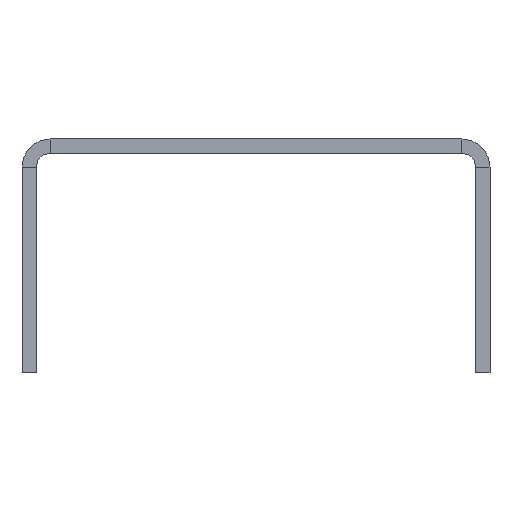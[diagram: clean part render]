
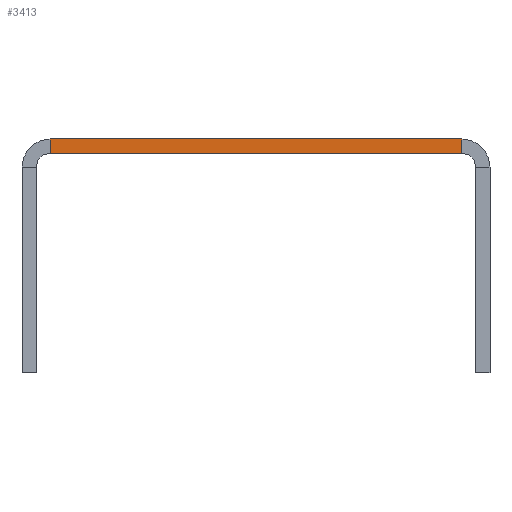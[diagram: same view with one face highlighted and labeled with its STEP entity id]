
A CAD part, front view. The second image highlights one B-rep face of the part: STEP entity #3413.
In plain terms, the highlighted planar face has unit normal (0, -1, 0).
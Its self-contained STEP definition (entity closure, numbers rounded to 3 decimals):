
#743=DIRECTION('',(0.,0.,-1.));
#744=VECTOR('',#743,1.2);
#745=CARTESIAN_POINT('',(17.6,-1000.,10.));
#746=LINE('',#745,#744);
#747=DIRECTION('',(1.,0.,0.));
#748=VECTOR('',#747,35.2);
#749=CARTESIAN_POINT('',(-17.6,-1000.,8.8));
#750=LINE('',#749,#748);
#751=DIRECTION('',(1.,0.,0.));
#752=VECTOR('',#751,35.2);
#753=CARTESIAN_POINT('',(-17.6,-1000.,10.));
#754=LINE('',#753,#752);
#845=DIRECTION('',(0.,0.,-1.));
#846=VECTOR('',#845,1.2);
#847=CARTESIAN_POINT('',(-17.6,-1000.,10.));
#848=LINE('',#847,#846);
#2282=CARTESIAN_POINT('',(17.6,-1000.,10.));
#2284=VERTEX_POINT('',#2282);
#2294=CARTESIAN_POINT('',(-17.6,-1000.,10.));
#2296=VERTEX_POINT('',#2294);
#2298=CARTESIAN_POINT('',(17.6,-1000.,8.8));
#2300=VERTEX_POINT('',#2298);
#2310=CARTESIAN_POINT('',(-17.6,-1000.,8.8));
#2312=VERTEX_POINT('',#2310);
#3399=CARTESIAN_POINT('',(0.,-1000.,9.4));
#3400=DIRECTION('',(0.,-1.,0.));
#3401=DIRECTION('',(1.,0.,0.));
#3402=AXIS2_PLACEMENT_3D('',#3399,#3400,#3401);
#3403=PLANE('',#3402);
#3405=ORIENTED_EDGE('',*,*,#3404,.T.);
#3407=ORIENTED_EDGE('',*,*,#3406,.F.);
#3409=ORIENTED_EDGE('',*,*,#3408,.F.);
#3410=ORIENTED_EDGE('',*,*,#2990,.T.);
#3411=EDGE_LOOP('',(#3405,#3407,#3409,#3410));
#3412=FACE_OUTER_BOUND('',#3411,.F.);
#3413=ADVANCED_FACE('',(#3412),#3403,.T.);
#2990=EDGE_CURVE('',#2296,#2284,#754,.T.);
#3404=EDGE_CURVE('',#2284,#2300,#746,.T.);
#3406=EDGE_CURVE('',#2312,#2300,#750,.T.);
#3408=EDGE_CURVE('',#2296,#2312,#848,.T.);
